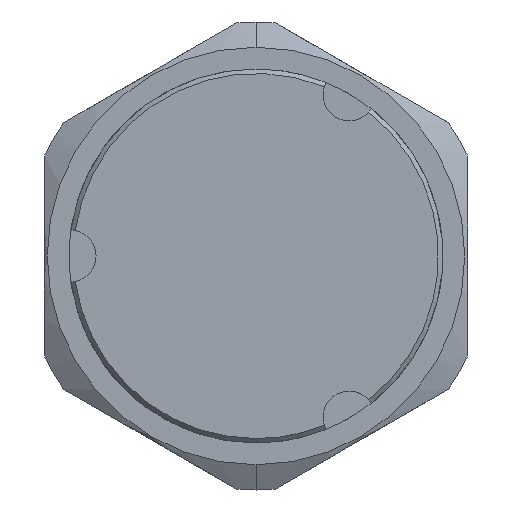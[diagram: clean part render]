
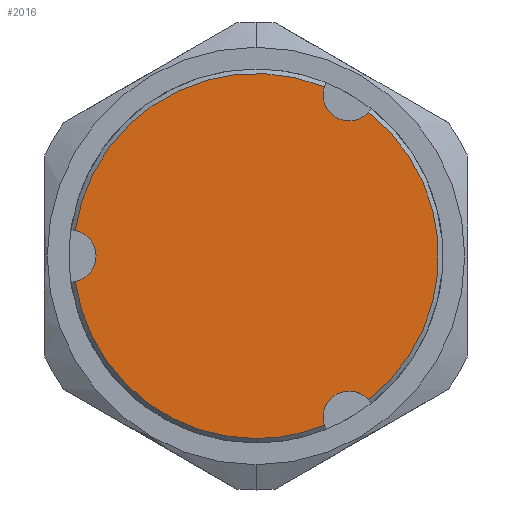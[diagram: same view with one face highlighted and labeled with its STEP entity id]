
A CAD part, left-side view. The second image highlights one B-rep face of the part: STEP entity #2016.
In plain terms, the highlighted planar face has unit normal (-1, 0, 0).
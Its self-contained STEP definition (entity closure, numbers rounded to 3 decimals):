
#627 = ORIENTED_EDGE ( 'NONE', *, *, #12803, .F. ) ;
#657 = EDGE_CURVE ( 'NONE', #10104, #3285, #9280, .T. ) ;
#696 = DIRECTION ( 'NONE',  ( 1., 0., 0. ) ) ;
#748 = VERTEX_POINT ( 'NONE', #9070 ) ;
#1107 = AXIS2_PLACEMENT_3D ( 'NONE', #11078, #7580, #9876 ) ;
#1131 = AXIS2_PLACEMENT_3D ( 'NONE', #10643, #13096, #2566 ) ;
#1679 = ORIENTED_EDGE ( 'NONE', *, *, #5138, .T. ) ;
#1724 = AXIS2_PLACEMENT_3D ( 'NONE', #14404, #696, #7541 ) ;
#1733 = AXIS2_PLACEMENT_3D ( 'NONE', #3232, #10205, #13471 ) ;
#2016 = ADVANCED_FACE ( 'NONE', ( #2477 ), #12234, .F. ) ;
#2126 = CARTESIAN_POINT ( 'NONE',  ( -7.95, -6.275, -10.869 ) ) ;
#2376 = AXIS2_PLACEMENT_3D ( 'NONE', #7865, #13669, #4094 ) ;
#2477 = FACE_OUTER_BOUND ( 'NONE', #6358, .T. ) ;
#2503 = CARTESIAN_POINT ( 'NONE',  ( -7.95, 0., -12.325 ) ) ;
#2542 = CIRCLE ( 'NONE', #11275, 1.75 ) ;
#2566 = DIRECTION ( 'NONE',  ( 0., 0., 1. ) ) ;
#3019 = AXIS2_PLACEMENT_3D ( 'NONE', #2126, #4472, #6752 ) ;
#3110 = CIRCLE ( 'NONE', #1733, 12.325 ) ;
#3232 = CARTESIAN_POINT ( 'NONE',  ( -7.95, 0., 0. ) ) ;
#3285 = VERTEX_POINT ( 'NONE', #5573 ) ;
#3767 = VERTEX_POINT ( 'NONE', #2503 ) ;
#4094 = DIRECTION ( 'NONE',  ( 0., -0.866, -0.5 ) ) ;
#4410 = AXIS2_PLACEMENT_3D ( 'NONE', #11219, #12369, #7771 ) ;
#4472 = DIRECTION ( 'NONE',  ( -1., 0., 0. ) ) ;
#4536 = ORIENTED_EDGE ( 'NONE', *, *, #7271, .T. ) ;
#4885 = CARTESIAN_POINT ( 'NONE',  ( -7.95, -4.617, 11.428 ) ) ;
#4944 = ORIENTED_EDGE ( 'NONE', *, *, #7910, .F. ) ;
#5138 = EDGE_CURVE ( 'NONE', #12017, #748, #10143, .T. ) ;
#5573 = CARTESIAN_POINT ( 'NONE',  ( -7.95, -7.588, 9.712 ) ) ;
#5612 = EDGE_CURVE ( 'NONE', #12017, #3285, #7471, .T. ) ;
#5741 = VERTEX_POINT ( 'NONE', #10454 ) ;
#6358 = EDGE_LOOP ( 'NONE', ( #8158, #11972, #1679, #627, #4536, #12181, #8180, #4944 ) ) ;
#6390 = DIRECTION ( 'NONE',  ( 0., 0., 1. ) ) ;
#6441 = DIRECTION ( 'NONE',  ( -1., 0., 0. ) ) ;
#6752 = DIRECTION ( 'NONE',  ( 0., 0.866, -0.5 ) ) ;
#6972 = CARTESIAN_POINT ( 'NONE',  ( -7.95, 12.55, 0. ) ) ;
#7271 = EDGE_CURVE ( 'NONE', #14606, #3767, #8453, .T. ) ;
#7471 = CIRCLE ( 'NONE', #2376, 1.75 ) ;
#7541 = DIRECTION ( 'NONE',  ( 0., 0., -1. ) ) ;
#7568 = AXIS2_PLACEMENT_3D ( 'NONE', #10943, #6441, #6390 ) ;
#7580 = DIRECTION ( 'NONE',  ( -1., 0., 0. ) ) ;
#7771 = DIRECTION ( 'NONE',  ( 0., 0.866, -0.5 ) ) ;
#7865 = CARTESIAN_POINT ( 'NONE',  ( -7.95, -6.275, 10.869 ) ) ;
#7910 = EDGE_CURVE ( 'NONE', #10104, #13599, #14167, .T. ) ;
#7920 = DIRECTION ( 'NONE',  ( 0., 0., 1. ) ) ;
#8158 = ORIENTED_EDGE ( 'NONE', *, *, #657, .T. ) ;
#8180 = ORIENTED_EDGE ( 'NONE', *, *, #13071, .F. ) ;
#8453 = CIRCLE ( 'NONE', #1131, 12.325 ) ;
#9070 = CARTESIAN_POINT ( 'NONE',  ( -7.95, 12.205, 1.716 ) ) ;
#9280 = CIRCLE ( 'NONE', #7568, 12.325 ) ;
#9425 = EDGE_CURVE ( 'NONE', #3767, #5741, #3110, .T. ) ;
#9876 = DIRECTION ( 'NONE',  ( 0., 0., 1. ) ) ;
#10104 = VERTEX_POINT ( 'NONE', #12618 ) ;
#10143 = CIRCLE ( 'NONE', #1107, 12.325 ) ;
#10205 = DIRECTION ( 'NONE',  ( -1., 0., 0. ) ) ;
#10454 = CARTESIAN_POINT ( 'NONE',  ( -7.95, -4.617, -11.428 ) ) ;
#10643 = CARTESIAN_POINT ( 'NONE',  ( -7.95, 0., 0. ) ) ;
#10943 = CARTESIAN_POINT ( 'NONE',  ( -7.95, 0., 0. ) ) ;
#11078 = CARTESIAN_POINT ( 'NONE',  ( -7.95, 0., 0. ) ) ;
#11219 = CARTESIAN_POINT ( 'NONE',  ( -7.95, -6.275, -10.869 ) ) ;
#11275 = AXIS2_PLACEMENT_3D ( 'NONE', #6972, #12578, #7920 ) ;
#11972 = ORIENTED_EDGE ( 'NONE', *, *, #5612, .F. ) ;
#12017 = VERTEX_POINT ( 'NONE', #4885 ) ;
#12097 = CIRCLE ( 'NONE', #3019, 1.75 ) ;
#12181 = ORIENTED_EDGE ( 'NONE', *, *, #9425, .T. ) ;
#12234 = PLANE ( 'NONE',  #1724 ) ;
#12369 = DIRECTION ( 'NONE',  ( -1., 0., 0. ) ) ;
#12395 = CARTESIAN_POINT ( 'NONE',  ( -7.95, -6.275, -9.119 ) ) ;
#12578 = DIRECTION ( 'NONE',  ( -1., 0., 0. ) ) ;
#12618 = CARTESIAN_POINT ( 'NONE',  ( -7.95, -7.588, -9.712 ) ) ;
#12803 = EDGE_CURVE ( 'NONE', #14606, #748, #2542, .T. ) ;
#13071 = EDGE_CURVE ( 'NONE', #13599, #5741, #12097, .T. ) ;
#13096 = DIRECTION ( 'NONE',  ( -1., 0., 0. ) ) ;
#13471 = DIRECTION ( 'NONE',  ( 0., 0., 1. ) ) ;
#13599 = VERTEX_POINT ( 'NONE', #12395 ) ;
#13669 = DIRECTION ( 'NONE',  ( -1., 0., 0. ) ) ;
#13999 = CARTESIAN_POINT ( 'NONE',  ( -7.95, 12.205, -1.716 ) ) ;
#14167 = CIRCLE ( 'NONE', #4410, 1.75 ) ;
#14404 = CARTESIAN_POINT ( 'NONE',  ( -7.95, 0., 0. ) ) ;
#14606 = VERTEX_POINT ( 'NONE', #13999 ) ;
